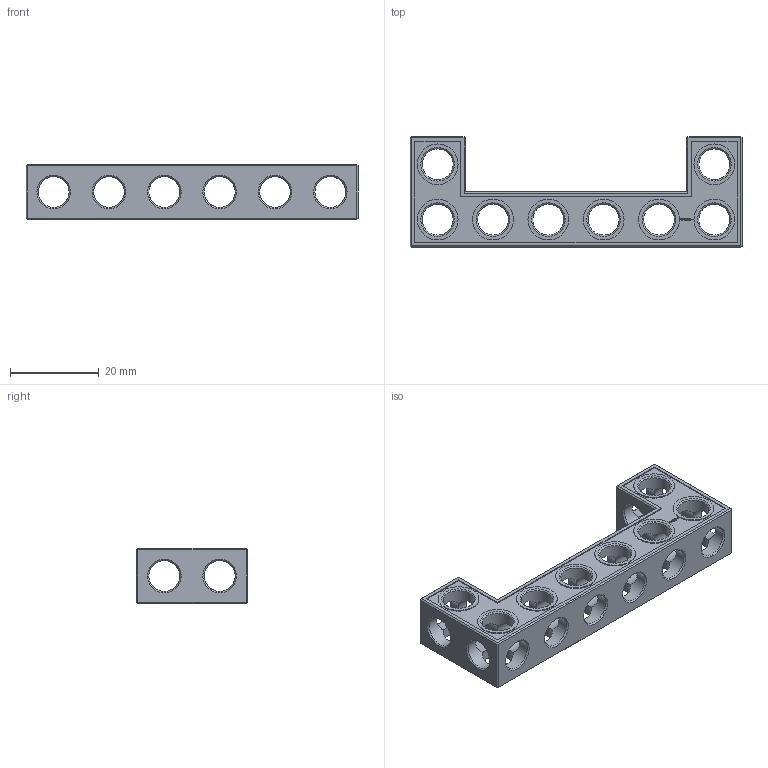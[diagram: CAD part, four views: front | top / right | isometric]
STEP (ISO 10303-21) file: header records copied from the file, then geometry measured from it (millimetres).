
FILE_DESCRIPTION(('FreeCAD Model'),'2;1');
FILE_NAME('Open CASCADE Shape Model','2022-02-23T18:14:52',( 'Paulo Kiefe'),('STEMFIE.org'),'Open CASCADE STEP processor 7.5', 'FreeCAD','Unknown');
FILE_SCHEMA(('AUTOMOTIVE_DESIGN { 1 0 10303 214 1 1 1 1 }'));
Products named in the file (1): Beam AGD ESS USH SYM BU06x02x01 - SPN-BEM-0358 (stemfie.org)
Bounding box: 75 x 25 x 12.5 mm (x, y, z)
Volume: 7812.5 mm3; surface area: 7146.7 mm2
Topology: 1 solids, 1 shells, 659 faces, 1873 edges, 1226 vertices
Faces by surface type: plane 382, extrusion 194, cylinder 49, cone 34
Full cylindrical faces by diameter (mm): 6.98 x6, 7 x35, 9.2 x8
Entity records: 58097 total; most frequent: CARTESIAN_POINT 22698, DIRECTION 5619, VECTOR 4265, LINE 4071, ORIENTED_EDGE 3746, PCURVE 3746, DEFINITIONAL_REPRESENTATION 3746, EDGE_CURVE 1873
